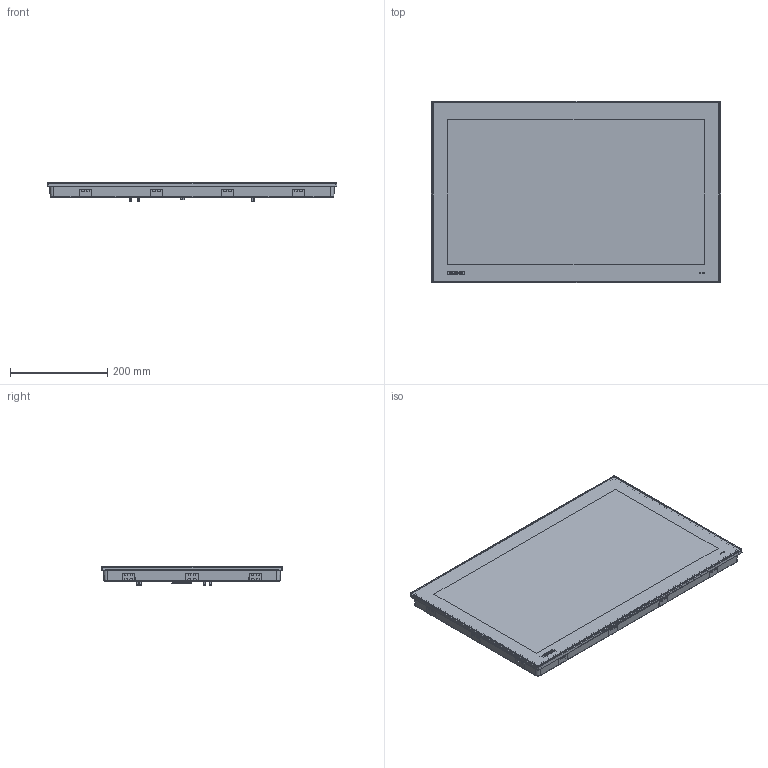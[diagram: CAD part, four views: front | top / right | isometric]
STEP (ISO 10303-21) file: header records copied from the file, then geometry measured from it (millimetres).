
FILE_DESCRIPTION (( 'STEP AP214' ), '1' );
FILE_NAME ('FPM-D24W-CE.STEP', '2024-03-11T10:00:50', ( '' ), ( '' ), 'SwSTEP 2.0', 'SolidWorks 2022', '' );
FILE_SCHEMA (( 'AUTOMOTIVE_DESIGN' ));
Length unit declared in the file: millimetre
Products named in the file (1): FPM-D24W-CE
Bounding box: 595.87 x 374.13 x 38.7 mm (x, y, z)
Volume: 6481384.9 mm3; surface area: 556607.5 mm2
Topology: 1 solids, 4 shells, 3584 faces, 9840 edges, 6456 vertices
Faces by surface type: plane 2282, cylinder 1132, cone 94, torus 52, bspline 24
Entity records: 113788 total; most frequent: CARTESIAN_POINT 27180, ORIENTED_EDGE 19648, DIRECTION 15890, EDGE_CURVE 9824, VECTOR 6780, LINE 6780, VERTEX_POINT 6456, AXIS2_PLACEMENT_3D 4555
